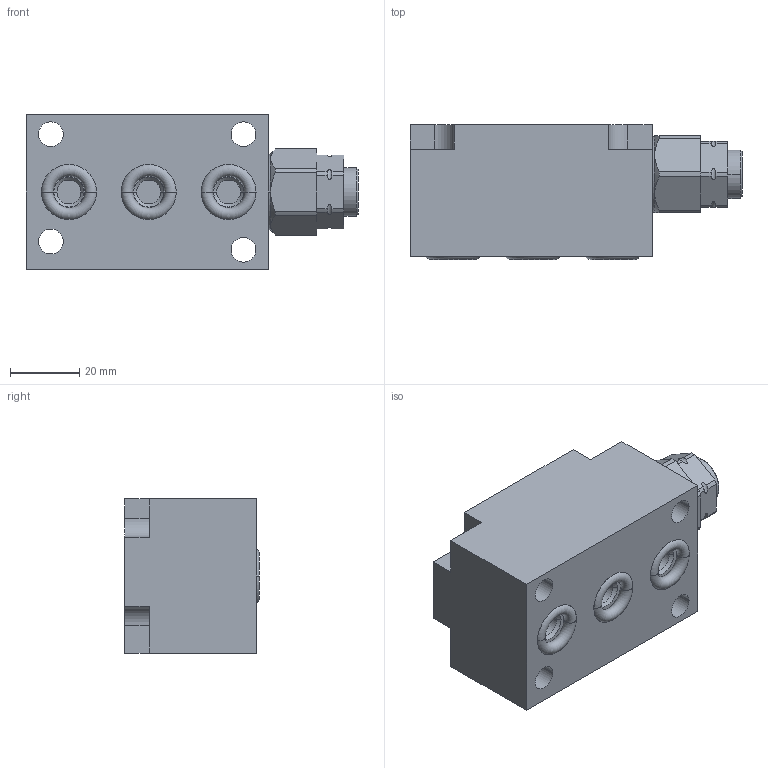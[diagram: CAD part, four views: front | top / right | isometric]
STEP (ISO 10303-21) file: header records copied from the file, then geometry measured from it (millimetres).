
FILE_DESCRIPTION((''),'2;1');
FILE_NAME('ILCMV47033170','2014-09-22T',('dg'),(''),'PRO/ENGINEER BY PARAMETRIC TECHNOLOGY CORPORATION, 2013320','PRO/ENGINEER BY PARAMETRIC TECHNOLOGY CORPORATION, 2013320','');
FILE_SCHEMA(('CONFIG_CONTROL_DESIGN'));
Length unit declared in the file: millimetre
Products named in the file (1): ILCMV47033170
Bounding box: 95.71 x 38.9 x 44.45 mm (x, y, z)
Volume: 116003.5 mm3; surface area: 21293.4 mm2
Topology: 1 solids, 5 shells, 138 faces, 338 edges, 215 vertices
Faces by surface type: cylinder 54, plane 50, torus 20, cone 14
Entity records: 4409 total; most frequent: CARTESIAN_POINT 1010, DIRECTION 738, ORIENTED_EDGE 672, EDGE_CURVE 336, AXIS2_PLACEMENT_3D 284, VERTEX_POINT 215, VECTOR 170, LINE 170
